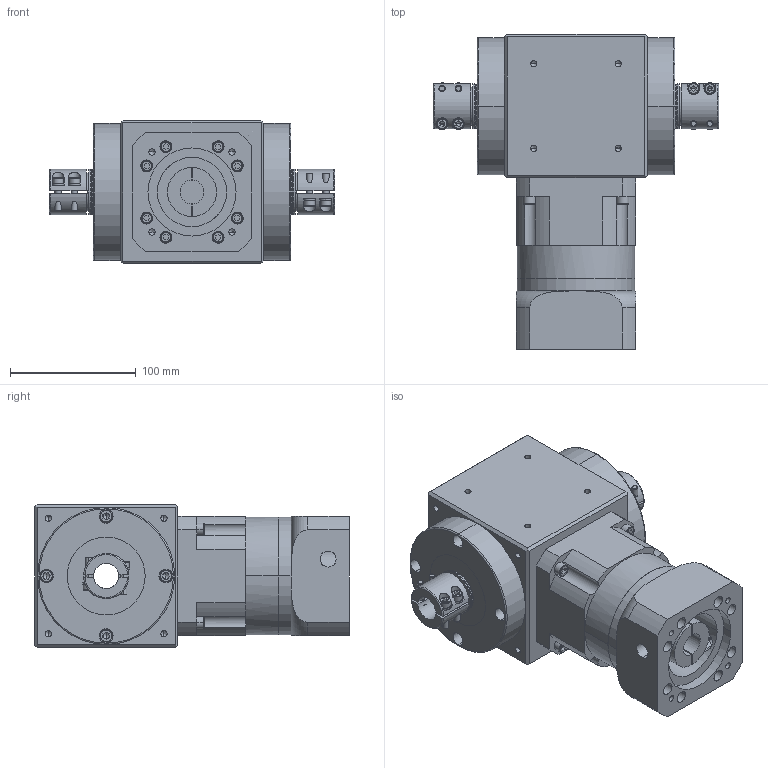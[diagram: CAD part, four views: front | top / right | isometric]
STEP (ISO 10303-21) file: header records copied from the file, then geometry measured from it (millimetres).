
FILE_DESCRIPTION (( 'STEP AP214' ), '1' );
FILE_NAME ('RAH090-L1-XX-D-19-70-90-M6_2019.STEP', '2019-05-13T04:12:35', ( 'Y' ), ( 'NCU' ), 'SwSTEP 2.0', 'SolidWorks 2016', '' );
FILE_SCHEMA (( 'AUTOMOTIVE_DESIGN' ));
Length unit declared in the file: millimetre
Products named in the file (1): RAH090-L1-XX-D-19-70-90-M6_2019
Bounding box: 227 x 250.5 x 114 mm (x, y, z)
Volume: 2814194.6 mm3; surface area: 233959.1 mm2
Topology: 2 solids, 18 shells, 1019 faces, 2409 edges, 1474 vertices
Faces by surface type: plane 510, cylinder 336, cone 115, torus 58
Entity records: 31299 total; most frequent: CARTESIAN_POINT 6359, DIRECTION 5295, ORIENTED_EDGE 4658, EDGE_CURVE 2329, AXIS2_PLACEMENT_3D 2012, VERTEX_POINT 1474, VECTOR 1271, LINE 1271
